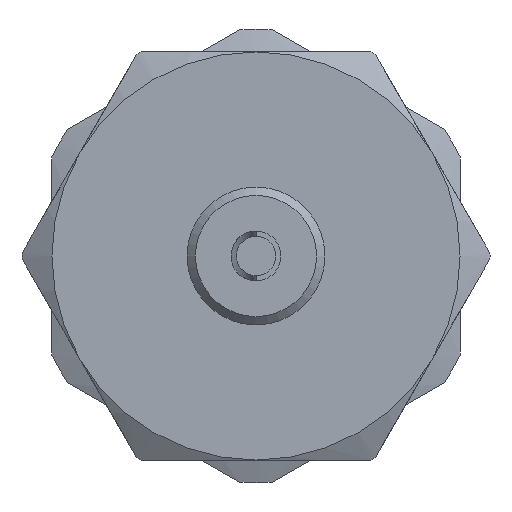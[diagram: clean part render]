
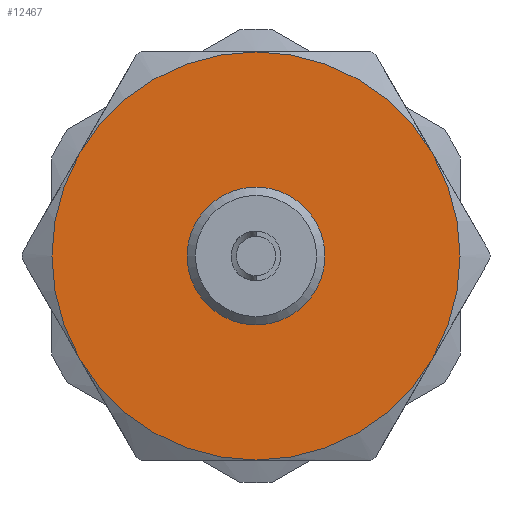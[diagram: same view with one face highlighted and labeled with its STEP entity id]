
A CAD part, left-side view. The second image highlights one B-rep face of the part: STEP entity #12467.
In plain terms, the highlighted planar face has unit normal (-1, 0, 0).
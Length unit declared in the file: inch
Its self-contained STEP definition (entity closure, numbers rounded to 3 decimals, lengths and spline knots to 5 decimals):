
#667 = CARTESIAN_POINT ( 'NONE',  ( 0.24086, 0., 0. ) ) ;
#1285 = DIRECTION ( 'NONE',  ( -1., 0., 0. ) ) ;
#1335 = DIRECTION ( 'NONE',  ( 0., 0., 1. ) ) ;
#1479 = VERTEX_POINT ( 'NONE', #14615 ) ;
#1861 = DIRECTION ( 'NONE',  ( -1., 0., 0. ) ) ;
#1961 = CARTESIAN_POINT ( 'NONE',  ( 0.24086, 0., -0.5 ) ) ;
#2434 = DIRECTION ( 'NONE',  ( 0., 0., 1. ) ) ;
#2844 = ORIENTED_EDGE ( 'NONE', *, *, #5283, .T. ) ;
#3118 = CIRCLE ( 'NONE', #8586, 0.5 ) ;
#3258 = EDGE_CURVE ( 'NONE', #7210, #6638, #9938, .T. ) ;
#4105 = AXIS2_PLACEMENT_3D ( 'NONE', #14578, #9984, #2434 ) ;
#4287 = EDGE_CURVE ( 'NONE', #6149, #6862, #4991, .T. ) ;
#4326 = DIRECTION ( 'NONE',  ( 0., 0., 1. ) ) ;
#4405 = AXIS2_PLACEMENT_3D ( 'NONE', #14631, #13470, #8869 ) ;
#4538 = DIRECTION ( 'NONE',  ( 1., 0., 0. ) ) ;
#4577 = DIRECTION ( 'NONE',  ( 0., 0., 1. ) ) ;
#4991 = CIRCLE ( 'NONE', #7035, 0.5 ) ;
#5283 = EDGE_CURVE ( 'NONE', #6638, #6016, #11914, .T. ) ;
#5425 = EDGE_CURVE ( 'NONE', #6862, #7210, #6828, .T. ) ;
#5610 = DIRECTION ( 'NONE',  ( 0., 0., -1. ) ) ;
#5871 = CARTESIAN_POINT ( 'NONE',  ( 0.24086, -0.16885, 0. ) ) ;
#6016 = VERTEX_POINT ( 'NONE', #13167 ) ;
#6149 = VERTEX_POINT ( 'NONE', #11959 ) ;
#6287 = EDGE_CURVE ( 'NONE', #6016, #1479, #11381, .T. ) ;
#6303 = DIRECTION ( 'NONE',  ( 0., 0., 1. ) ) ;
#6316 = AXIS2_PLACEMENT_3D ( 'NONE', #5871, #11691, #12939 ) ;
#6638 = VERTEX_POINT ( 'NONE', #1961 ) ;
#6828 = CIRCLE ( 'NONE', #4105, 0.5 ) ;
#6862 = VERTEX_POINT ( 'NONE', #12293 ) ;
#7035 = AXIS2_PLACEMENT_3D ( 'NONE', #10400, #1285, #4577 ) ;
#7040 = CARTESIAN_POINT ( 'NONE',  ( 0.24086, 0.43301, -0.25 ) ) ;
#7078 = DIRECTION ( 'NONE',  ( -1., 0., 0. ) ) ;
#7210 = VERTEX_POINT ( 'NONE', #7040 ) ;
#7477 = FACE_BOUND ( 'NONE', #9896, .T. ) ;
#7657 = VERTEX_POINT ( 'NONE', #9165 ) ;
#8200 = CARTESIAN_POINT ( 'NONE',  ( 0.24086, 0., 0. ) ) ;
#8421 = CIRCLE ( 'NONE', #9926, 0.16885 ) ;
#8491 = ORIENTED_EDGE ( 'NONE', *, *, #14686, .T. ) ;
#8586 = AXIS2_PLACEMENT_3D ( 'NONE', #8200, #7078, #1335 ) ;
#8855 = ORIENTED_EDGE ( 'NONE', *, *, #6287, .T. ) ;
#8869 = DIRECTION ( 'NONE',  ( 0., 0., 1. ) ) ;
#9165 = CARTESIAN_POINT ( 'NONE',  ( 0.24086, 0., -0.16885 ) ) ;
#9380 = EDGE_CURVE ( 'NONE', #7657, #7657, #8421, .T. ) ;
#9575 = AXIS2_PLACEMENT_3D ( 'NONE', #9880, #10962, #6303 ) ;
#9880 = CARTESIAN_POINT ( 'NONE',  ( 0.24086, 0., 0. ) ) ;
#9896 = EDGE_LOOP ( 'NONE', ( #12205 ) ) ;
#9926 = AXIS2_PLACEMENT_3D ( 'NONE', #12585, #4538, #5610 ) ;
#9938 = CIRCLE ( 'NONE', #10744, 0.5 ) ;
#9984 = DIRECTION ( 'NONE',  ( -1., 0., 0. ) ) ;
#10400 = CARTESIAN_POINT ( 'NONE',  ( 0.24086, 0., 0. ) ) ;
#10718 = ORIENTED_EDGE ( 'NONE', *, *, #4287, .T. ) ;
#10744 = AXIS2_PLACEMENT_3D ( 'NONE', #667, #1861, #4326 ) ;
#10962 = DIRECTION ( 'NONE',  ( -1., 0., 0. ) ) ;
#11192 = ORIENTED_EDGE ( 'NONE', *, *, #5425, .T. ) ;
#11316 = FACE_OUTER_BOUND ( 'NONE', #14109, .T. ) ;
#11381 = CIRCLE ( 'NONE', #9575, 0.5 ) ;
#11691 = DIRECTION ( 'NONE',  ( 1., 0., 0. ) ) ;
#11914 = CIRCLE ( 'NONE', #4405, 0.5 ) ;
#11959 = CARTESIAN_POINT ( 'NONE',  ( 0.24086, 0., 0.5 ) ) ;
#12205 = ORIENTED_EDGE ( 'NONE', *, *, #9380, .T. ) ;
#12293 = CARTESIAN_POINT ( 'NONE',  ( 0.24086, 0.43301, 0.25 ) ) ;
#12467 = ADVANCED_FACE ( 'NONE', ( #7477, #11316 ), #13943, .F. ) ;
#12585 = CARTESIAN_POINT ( 'NONE',  ( 0.24086, 0., 0. ) ) ;
#12939 = DIRECTION ( 'NONE',  ( 0., 0., -1. ) ) ;
#13167 = CARTESIAN_POINT ( 'NONE',  ( 0.24086, -0.43301, -0.25 ) ) ;
#13470 = DIRECTION ( 'NONE',  ( -1., 0., 0. ) ) ;
#13943 = PLANE ( 'NONE',  #6316 ) ;
#14080 = ORIENTED_EDGE ( 'NONE', *, *, #3258, .T. ) ;
#14109 = EDGE_LOOP ( 'NONE', ( #14080, #2844, #8855, #8491, #10718, #11192 ) ) ;
#14578 = CARTESIAN_POINT ( 'NONE',  ( 0.24086, 0., 0. ) ) ;
#14615 = CARTESIAN_POINT ( 'NONE',  ( 0.24086, -0.43301, 0.25 ) ) ;
#14631 = CARTESIAN_POINT ( 'NONE',  ( 0.24086, 0., 0. ) ) ;
#14686 = EDGE_CURVE ( 'NONE', #1479, #6149, #3118, .T. ) ;
